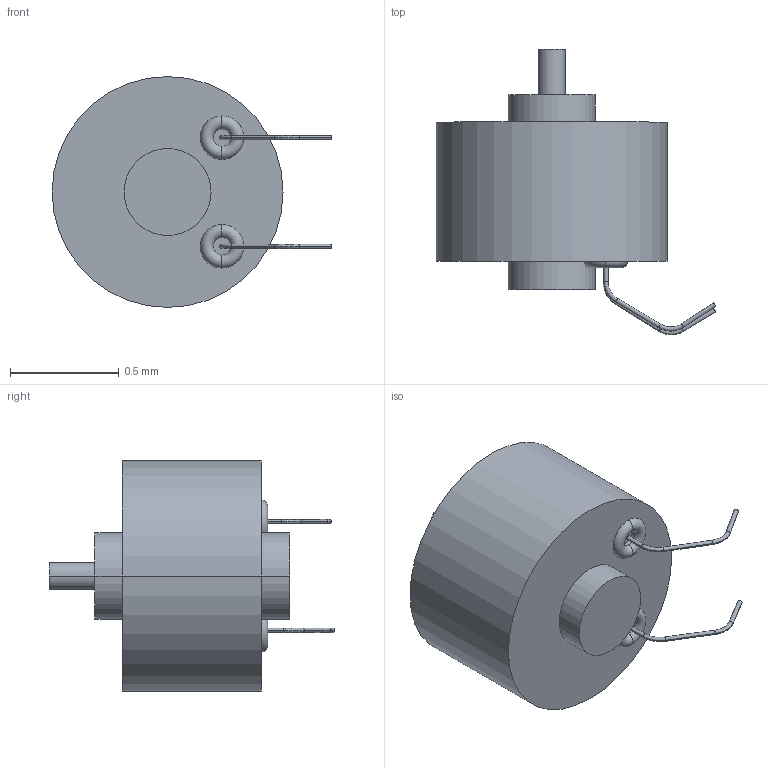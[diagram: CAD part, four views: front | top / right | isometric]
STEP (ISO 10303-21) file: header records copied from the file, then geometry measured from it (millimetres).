
FILE_DESCRIPTION(('produced by SPATIAL CORP'),'2;1');
FILE_NAME( 'sh-r42886-000-u.hh.sat.stp','2002-04-22T18:10:15+00:00',( 'SPATIAL CORP'),('SPATIAL CORP'),'ACIS STEP Husk', 'http://www.spatial.com','SPATIAL CORP');
FILE_SCHEMA(('CONFIG_CONTROL_DESIGN'));
Length unit declared in the file: millimetre
Products named in the file (1): PRODUCT_ID_1
Bounding box: 1.29 x 1.31 x 1.06 mm (x, y, z)
Volume: 0.6 mm3; surface area: 4.5 mm2
Topology: 3 solids, 3 shells, 63 faces, 132 edges, 76 vertices
Faces by surface type: cylinder 32, torus 12, plane 11, cone 8
Entity records: 1443 total; most frequent: ORIENTED_EDGE 248, DIRECTION 222, CARTESIAN_POINT 207, EDGE_CURVE 124, AXIS2_PLACEMENT_3D 91, VERTEX_POINT 76, EDGE_LOOP 72, FACE_BOUND 72
